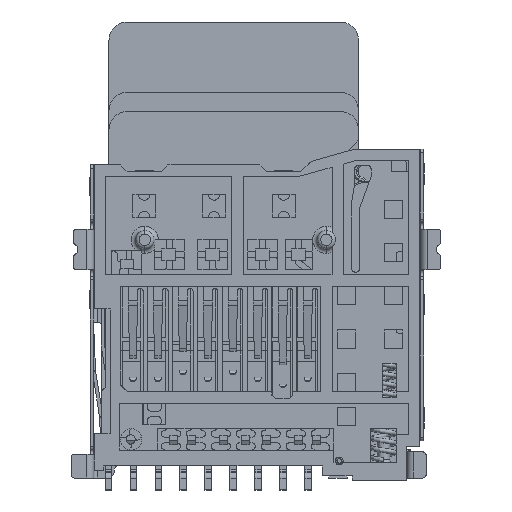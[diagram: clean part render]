
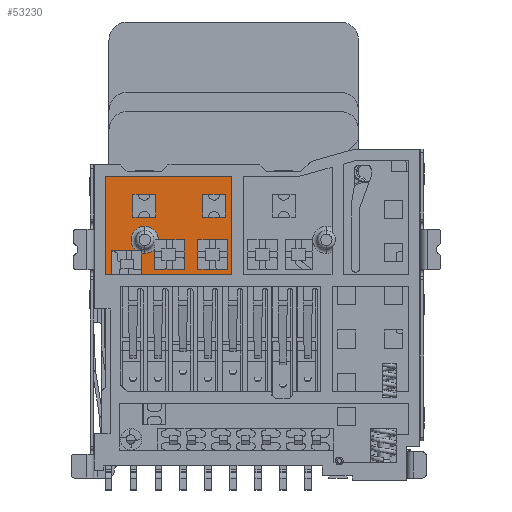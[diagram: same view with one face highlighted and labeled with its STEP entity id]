
A CAD part, front view. The second image highlights one B-rep face of the part: STEP entity #53230.
In plain terms, the highlighted planar face has unit normal (0, -1, 0).
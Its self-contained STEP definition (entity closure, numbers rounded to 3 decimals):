
#46681=DIRECTION('',(0.,0.,1.));
#46682=VECTOR('',#46681,0.892);
#46683=CARTESIAN_POINT('',(-11.685,0.2,-5.3));
#46684=LINE('',#46683,#46682);
#46685=DIRECTION('',(-1.,0.,0.));
#46686=VECTOR('',#46685,1.3);
#46687=CARTESIAN_POINT('',(-10.385,0.2,-5.3));
#46688=LINE('',#46687,#46686);
#46689=DIRECTION('',(0.,0.,-1.));
#46690=VECTOR('',#46689,1.3);
#46691=CARTESIAN_POINT('',(-10.385,0.2,-4.));
#46692=LINE('',#46691,#46690);
#46693=DIRECTION('',(1.,0.,0.));
#46694=VECTOR('',#46693,1.14);
#46695=CARTESIAN_POINT('',(-11.525,0.2,-4.));
#46696=LINE('',#46695,#46694);
#46697=CARTESIAN_POINT('',(-12.125,0.2,-4.));
#46698=DIRECTION('',(0.,1.,0.));
#46699=DIRECTION('',(0.,0.,1.));
#46700=AXIS2_PLACEMENT_3D('',#46697,#46698,#46699);
#46702=CARTESIAN_POINT('',(-12.125,0.2,-4.));
#46703=DIRECTION('',(0.,1.,0.));
#46704=DIRECTION('',(-0.661,0.,-0.75));
#46705=AXIS2_PLACEMENT_3D('',#46702,#46703,#46704);
#46707=DIRECTION('',(1.,0.,0.));
#46708=VECTOR('',#46707,1.053);
#46709=CARTESIAN_POINT('',(-13.575,0.2,-4.45));
#46710=LINE('',#46709,#46708);
#46711=DIRECTION('',(0.,0.,1.));
#46712=VECTOR('',#46711,1.1);
#46713=CARTESIAN_POINT('',(-13.575,0.2,-5.55));
#46714=LINE('',#46713,#46712);
#46715=DIRECTION('',(0.,0.,-1.));
#46716=VECTOR('',#46715,0.969);
#46717=CARTESIAN_POINT('',(-12.275,0.2,-4.581));
#46718=LINE('',#46717,#46716);
#46719=CARTESIAN_POINT('',(-12.125,0.2,-4.));
#46720=DIRECTION('',(0.,1.,0.));
#46721=DIRECTION('',(0.,0.,-1.));
#46722=AXIS2_PLACEMENT_3D('',#46719,#46720,#46721);
#46724=CARTESIAN_POINT('',(-12.125,0.2,-4.));
#46725=DIRECTION('',(0.,1.,0.));
#46726=DIRECTION('',(0.733,0.,-0.68));
#46727=AXIS2_PLACEMENT_3D('',#46724,#46725,#46726);
#46729=DIRECTION('',(0.,0.,1.));
#46730=VECTOR('',#46729,1.);
#46731=CARTESIAN_POINT('',(-9.575,0.2,-3.));
#46732=LINE('',#46731,#46730);
#46733=DIRECTION('',(-1.,0.,0.));
#46734=VECTOR('',#46733,1.);
#46735=CARTESIAN_POINT('',(-8.575,0.2,-3.));
#46736=LINE('',#46735,#46734);
#46737=DIRECTION('',(0.,0.,-1.));
#46738=VECTOR('',#46737,1.);
#46739=CARTESIAN_POINT('',(-8.575,0.2,-2.));
#46740=LINE('',#46739,#46738);
#46741=DIRECTION('',(1.,0.,0.));
#46742=VECTOR('',#46741,1.);
#46743=CARTESIAN_POINT('',(-9.575,0.2,-2.));
#46744=LINE('',#46743,#46742);
#46745=DIRECTION('',(-1.,0.,0.));
#46746=VECTOR('',#46745,1.3);
#46747=CARTESIAN_POINT('',(-8.485,0.2,-5.3));
#46748=LINE('',#46747,#46746);
#46749=DIRECTION('',(0.,0.,-1.));
#46750=VECTOR('',#46749,1.3);
#46751=CARTESIAN_POINT('',(-8.485,0.2,-4.));
#46752=LINE('',#46751,#46750);
#46753=DIRECTION('',(1.,0.,0.));
#46754=VECTOR('',#46753,1.3);
#46755=CARTESIAN_POINT('',(-9.785,0.2,-4.));
#46756=LINE('',#46755,#46754);
#46757=DIRECTION('',(0.,0.,1.));
#46758=VECTOR('',#46757,1.3);
#46759=CARTESIAN_POINT('',(-9.785,0.2,-5.3));
#46760=LINE('',#46759,#46758);
#46761=DIRECTION('',(0.,0.,1.));
#46762=VECTOR('',#46761,1.);
#46763=CARTESIAN_POINT('',(-12.65,0.2,-3.));
#46764=LINE('',#46763,#46762);
#46765=DIRECTION('',(-1.,0.,0.));
#46766=VECTOR('',#46765,1.);
#46767=CARTESIAN_POINT('',(-11.65,0.2,-3.));
#46768=LINE('',#46767,#46766);
#46769=DIRECTION('',(0.,0.,-1.));
#46770=VECTOR('',#46769,1.);
#46771=CARTESIAN_POINT('',(-11.65,0.2,-2.));
#46772=LINE('',#46771,#46770);
#46773=DIRECTION('',(1.,0.,0.));
#46774=VECTOR('',#46773,1.);
#46775=CARTESIAN_POINT('',(-12.65,0.2,-2.));
#46776=LINE('',#46775,#46774);
#46982=DIRECTION('',(-1.,0.,0.));
#46983=VECTOR('',#46982,0.275);
#46984=CARTESIAN_POINT('',(-13.575,0.2,-5.55));
#46985=LINE('',#46984,#46983);
#46994=DIRECTION('',(-1.,0.,0.));
#46995=VECTOR('',#46994,3.99);
#46996=CARTESIAN_POINT('',(-8.285,0.2,-5.55));
#46997=LINE('',#46996,#46995);
#47002=DIRECTION('',(0.,0.,1.));
#47003=VECTOR('',#47002,4.35);
#47004=CARTESIAN_POINT('',(-13.85,0.2,-5.55));
#47005=LINE('',#47004,#47003);
#47010=DIRECTION('',(1.,0.,0.));
#47011=VECTOR('',#47010,5.565);
#47012=CARTESIAN_POINT('',(-13.85,0.2,-1.2));
#47013=LINE('',#47012,#47011);
#47018=DIRECTION('',(0.,0.,-1.));
#47019=VECTOR('',#47018,4.35);
#47020=CARTESIAN_POINT('',(-8.285,0.2,-1.2));
#47021=LINE('',#47020,#47019);
#50974=CARTESIAN_POINT('',(-12.125,0.2,-4.6));
#50976=VERTEX_POINT('',#50974);
#51026=CARTESIAN_POINT('',(-11.525,0.2,-4.));
#51028=VERTEX_POINT('',#51026);
#51048=CARTESIAN_POINT('',(-12.275,0.2,-4.581));
#51049=VERTEX_POINT('',#51048);
#51052=CARTESIAN_POINT('',(-10.385,0.2,-4.));
#51053=CARTESIAN_POINT('',(-10.385,0.2,-5.3));
#51054=VERTEX_POINT('',#51052);
#51055=VERTEX_POINT('',#51053);
#51118=CARTESIAN_POINT('',(-12.125,0.2,-3.4));
#51120=VERTEX_POINT('',#51118);
#51122=CARTESIAN_POINT('',(-12.65,0.2,-2.));
#51123=CARTESIAN_POINT('',(-11.65,0.2,-2.));
#51124=VERTEX_POINT('',#51122);
#51125=VERTEX_POINT('',#51123);
#51389=CARTESIAN_POINT('',(-8.575,0.2,-3.));
#51390=CARTESIAN_POINT('',(-9.575,0.2,-3.));
#51391=VERTEX_POINT('',#51389);
#51392=VERTEX_POINT('',#51390);
#51501=CARTESIAN_POINT('',(-9.575,0.2,-2.));
#51502=VERTEX_POINT('',#51501);
#51617=CARTESIAN_POINT('',(-9.785,0.2,-4.));
#51619=VERTEX_POINT('',#51617);
#51625=CARTESIAN_POINT('',(-8.485,0.2,-5.3));
#51626=VERTEX_POINT('',#51625);
#51631=CARTESIAN_POINT('',(-12.65,0.2,-3.));
#51632=VERTEX_POINT('',#51631);
#51665=CARTESIAN_POINT('',(-9.785,0.2,-5.3));
#51666=VERTEX_POINT('',#51665);
#51681=CARTESIAN_POINT('',(-8.575,0.2,-2.));
#51682=VERTEX_POINT('',#51681);
#51813=CARTESIAN_POINT('',(-11.65,0.2,-3.));
#51814=VERTEX_POINT('',#51813);
#51863=CARTESIAN_POINT('',(-12.275,0.2,-5.55));
#51864=VERTEX_POINT('',#51863);
#52049=CARTESIAN_POINT('',(-13.85,0.2,-1.2));
#52050=VERTEX_POINT('',#52049);
#52055=CARTESIAN_POINT('',(-11.685,0.2,-5.3));
#52056=CARTESIAN_POINT('',(-11.685,0.2,-4.408));
#52057=VERTEX_POINT('',#52055);
#52058=VERTEX_POINT('',#52056);
#52084=CARTESIAN_POINT('',(-8.285,0.2,-5.55));
#52086=VERTEX_POINT('',#52084);
#52101=CARTESIAN_POINT('',(-13.85,0.2,-5.55));
#52102=VERTEX_POINT('',#52101);
#52109=CARTESIAN_POINT('',(-8.485,0.2,-4.));
#52110=VERTEX_POINT('',#52109);
#52177=CARTESIAN_POINT('',(-8.285,0.2,-1.2));
#52178=VERTEX_POINT('',#52177);
#52251=CARTESIAN_POINT('',(-13.575,0.2,-5.55));
#52252=VERTEX_POINT('',#52251);
#52255=CARTESIAN_POINT('',(-13.575,0.2,-4.45));
#52256=CARTESIAN_POINT('',(-12.522,0.2,-4.45));
#52257=VERTEX_POINT('',#52255);
#52258=VERTEX_POINT('',#52256);
#53163=CARTESIAN_POINT('',(0.,0.2,0.));
#53164=DIRECTION('',(0.,-1.,0.));
#53165=DIRECTION('',(0.,0.,-1.));
#53166=AXIS2_PLACEMENT_3D('',#53163,#53164,#53165);
#53167=PLANE('',#53166);
#53169=ORIENTED_EDGE('',*,*,#53168,.F.);
#53171=ORIENTED_EDGE('',*,*,#53170,.F.);
#53173=ORIENTED_EDGE('',*,*,#53172,.F.);
#53175=ORIENTED_EDGE('',*,*,#53174,.F.);
#53177=ORIENTED_EDGE('',*,*,#53176,.F.);
#53179=ORIENTED_EDGE('',*,*,#53178,.F.);
#53180=ORIENTED_EDGE('',*,*,#53140,.F.);
#53182=ORIENTED_EDGE('',*,*,#53181,.F.);
#53184=ORIENTED_EDGE('',*,*,#53183,.T.);
#53186=ORIENTED_EDGE('',*,*,#53185,.T.);
#53188=ORIENTED_EDGE('',*,*,#53187,.T.);
#53190=ORIENTED_EDGE('',*,*,#53189,.T.);
#53192=ORIENTED_EDGE('',*,*,#53191,.T.);
#53193=ORIENTED_EDGE('',*,*,#53152,.F.);
#53195=ORIENTED_EDGE('',*,*,#53194,.F.);
#53197=ORIENTED_EDGE('',*,*,#53196,.F.);
#53198=EDGE_LOOP('',(#53169,#53171,#53173,#53175,#53177,#53179,#53180,#53182,
#53184,#53186,#53188,#53190,#53192,#53193,#53195,#53197));
#53199=FACE_OUTER_BOUND('',#53198,.F.);
#53201=ORIENTED_EDGE('',*,*,#53200,.F.);
#53203=ORIENTED_EDGE('',*,*,#53202,.F.);
#53205=ORIENTED_EDGE('',*,*,#53204,.F.);
#53207=ORIENTED_EDGE('',*,*,#53206,.F.);
#53208=EDGE_LOOP('',(#53201,#53203,#53205,#53207));
#53209=FACE_BOUND('',#53208,.F.);
#53211=ORIENTED_EDGE('',*,*,#53210,.F.);
#53213=ORIENTED_EDGE('',*,*,#53212,.F.);
#53215=ORIENTED_EDGE('',*,*,#53214,.F.);
#53217=ORIENTED_EDGE('',*,*,#53216,.F.);
#53218=EDGE_LOOP('',(#53211,#53213,#53215,#53217));
#53219=FACE_BOUND('',#53218,.F.);
#53221=ORIENTED_EDGE('',*,*,#53220,.F.);
#53223=ORIENTED_EDGE('',*,*,#53222,.F.);
#53225=ORIENTED_EDGE('',*,*,#53224,.F.);
#53227=ORIENTED_EDGE('',*,*,#53226,.F.);
#53228=EDGE_LOOP('',(#53221,#53223,#53225,#53227));
#53229=FACE_BOUND('',#53228,.F.);
#53230=ADVANCED_FACE('',(#53199,#53209,#53219,#53229),#53167,.T.);
#46701=CIRCLE('',#46700,0.6);
#46706=CIRCLE('',#46705,0.6);
#46723=CIRCLE('',#46722,0.6);
#46728=CIRCLE('',#46727,0.6);
#53140=EDGE_CURVE('',#52257,#52258,#46710,.T.);
#53152=EDGE_CURVE('',#51049,#51864,#46718,.T.);
#53168=EDGE_CURVE('',#52057,#52058,#46684,.T.);
#53170=EDGE_CURVE('',#51055,#52057,#46688,.T.);
#53172=EDGE_CURVE('',#51054,#51055,#46692,.T.);
#53174=EDGE_CURVE('',#51028,#51054,#46696,.T.);
#53176=EDGE_CURVE('',#51120,#51028,#46701,.T.);
#53178=EDGE_CURVE('',#52258,#51120,#46706,.T.);
#53181=EDGE_CURVE('',#52252,#52257,#46714,.T.);
#53183=EDGE_CURVE('',#52252,#52102,#46985,.T.);
#53185=EDGE_CURVE('',#52102,#52050,#47005,.T.);
#53187=EDGE_CURVE('',#52050,#52178,#47013,.T.);
#53189=EDGE_CURVE('',#52178,#52086,#47021,.T.);
#53191=EDGE_CURVE('',#52086,#51864,#46997,.T.);
#53194=EDGE_CURVE('',#50976,#51049,#46723,.T.);
#53196=EDGE_CURVE('',#52058,#50976,#46728,.T.);
#53200=EDGE_CURVE('',#51392,#51502,#46732,.T.);
#53202=EDGE_CURVE('',#51391,#51392,#46736,.T.);
#53204=EDGE_CURVE('',#51682,#51391,#46740,.T.);
#53206=EDGE_CURVE('',#51502,#51682,#46744,.T.);
#53210=EDGE_CURVE('',#51626,#51666,#46748,.T.);
#53212=EDGE_CURVE('',#52110,#51626,#46752,.T.);
#53214=EDGE_CURVE('',#51619,#52110,#46756,.T.);
#53216=EDGE_CURVE('',#51666,#51619,#46760,.T.);
#53220=EDGE_CURVE('',#51632,#51124,#46764,.T.);
#53222=EDGE_CURVE('',#51814,#51632,#46768,.T.);
#53224=EDGE_CURVE('',#51125,#51814,#46772,.T.);
#53226=EDGE_CURVE('',#51124,#51125,#46776,.T.);
